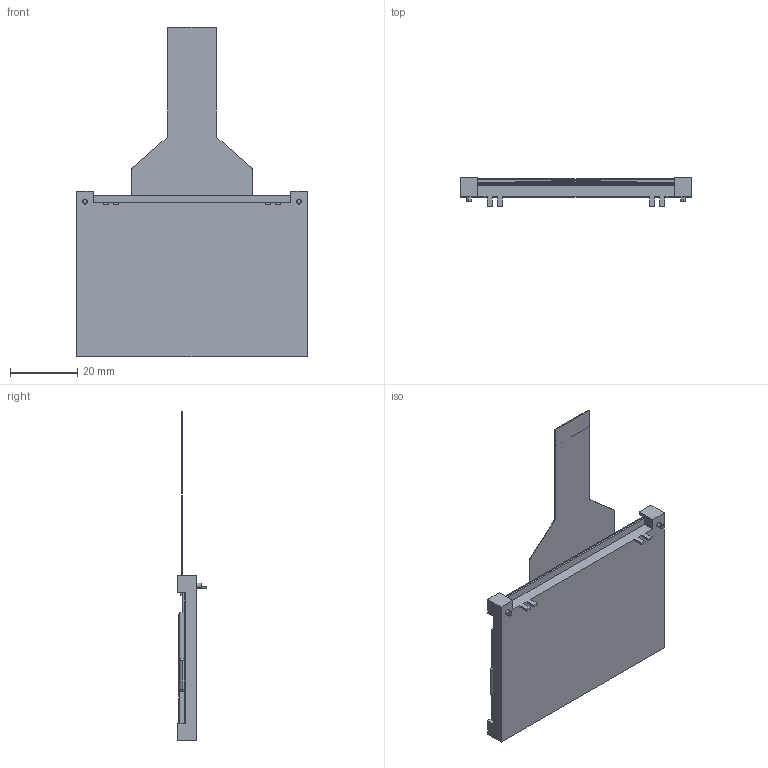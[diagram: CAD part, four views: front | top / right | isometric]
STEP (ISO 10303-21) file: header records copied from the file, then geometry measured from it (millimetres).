
FILE_DESCRIPTION((''),'2;1');
FILE_NAME('14465_ASM','2021-09-03T',('caizhe'),(''),'PRO/ENGINEER BY PARAMETRIC TECHNOLOGY CORPORATION, 2005030','PRO/ENGINEER BY PARAMETRIC TECHNOLOGY CORPORATION, 2005030','');
FILE_SCHEMA(('CONFIG_CONTROL_DESIGN'));
Length unit declared in the file: millimetre
Products named in the file (4): 14655LED; 14466LCD; 14467FPC; 14465_ASM
Assembly tree (3 placements, depth 2):
  14465_ASM
    14655LED
    14466LCD
    14467FPC
Bounding box: 68.8 x 8.5 x 98.1 mm (x, y, z)
Volume: 16571.5 mm3; surface area: 16300.4 mm2
Topology: 3 solids, 3 shells, 121 faces, 322 edges, 212 vertices
Faces by surface type: plane 101, cylinder 14, cone 4, bspline 2
Entity records: 3868 total; most frequent: CARTESIAN_POINT 716, ORIENTED_EDGE 644, DIRECTION 608, EDGE_CURVE 322, VECTOR 288, LINE 288, VERTEX_POINT 212, AXIS2_PLACEMENT_3D 160
